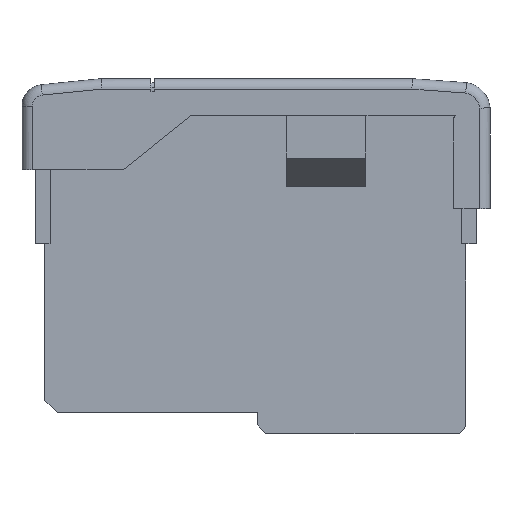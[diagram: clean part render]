
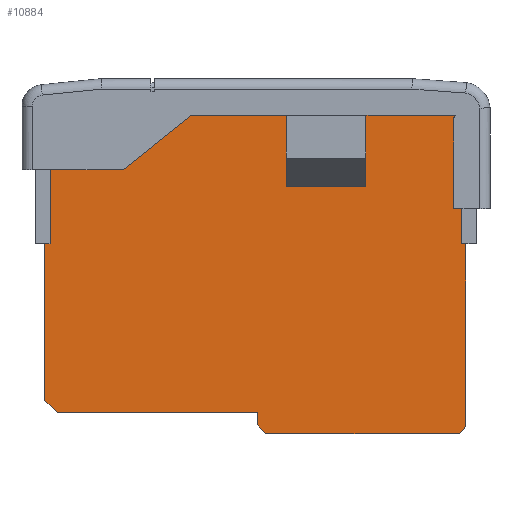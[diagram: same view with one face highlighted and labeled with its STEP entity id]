
A CAD part, left-side view. The second image highlights one B-rep face of the part: STEP entity #10884.
In plain terms, the highlighted planar face has unit normal (-1, 0, 0).
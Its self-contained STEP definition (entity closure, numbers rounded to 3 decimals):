
#12 = VERTEX_POINT ( 'NONE', #14281 ) ;
#4276 = VECTOR ( 'NONE', #4328, 1000. ) ;
#4277 = CARTESIAN_POINT ( 'NONE',  ( 24.783, 45.096, -56.775 ) ) ;
#4278 = LINE ( 'NONE', #4277, #4276 ) ;
#4279 = CARTESIAN_POINT ( 'NONE',  ( 24.783, 45.096, -56.775 ) ) ;
#4280 = DIRECTION ( 'NONE',  ( 0., 0., 1. ) ) ;
#4281 = VECTOR ( 'NONE', #4280, 1000. ) ;
#4282 = CARTESIAN_POINT ( 'NONE',  ( 24.783, 45.096, 1.169 ) ) ;
#4283 = LINE ( 'NONE', #4282, #4281 ) ;
#4327 = CARTESIAN_POINT ( 'NONE',  ( 24.783, 42.616, -59.121 ) ) ;
#4328 = DIRECTION ( 'NONE',  ( 0., 0.726, 0.687 ) ) ;
#4423 = DIRECTION ( 'NONE',  ( 0., -0.996, 0.085 ) ) ;
#4424 = VECTOR ( 'NONE', #4423, 1000. ) ;
#4425 = CARTESIAN_POINT ( 'NONE',  ( 24.783, 45.096, 1.169 ) ) ;
#4426 = LINE ( 'NONE', #4425, #4424 ) ;
#4428 = CARTESIAN_POINT ( 'NONE',  ( 24.783, 30.288, 2.433 ) ) ;
#4429 = DIRECTION ( 'NONE',  ( 0., -1., 0. ) ) ;
#4430 = VECTOR ( 'NONE', #4429, 1000. ) ;
#4431 = CARTESIAN_POINT ( 'NONE',  ( 24.783, -35.904, 2.433 ) ) ;
#4432 = LINE ( 'NONE', #4431, #4430 ) ;
#4433 = DIRECTION ( 'NONE',  ( 0., 0., -1. ) ) ;
#4434 = VECTOR ( 'NONE', #4433, 1000. ) ;
#4435 = CARTESIAN_POINT ( 'NONE',  ( 24.783, -35.904, -61.796 ) ) ;
#4436 = LINE ( 'NONE', #4435, #4434 ) ;
#4447 = LINE ( 'NONE', #4498, #4497 ) ;
#4448 = CARTESIAN_POINT ( 'NONE',  ( 24.783, 4.096, -61.443 ) ) ;
#4449 = DIRECTION ( 'NONE',  ( 0., 0., 1. ) ) ;
#4450 = VECTOR ( 'NONE', #4449, 1000. ) ;
#4451 = CARTESIAN_POINT ( 'NONE',  ( 24.783, 4.096, -59.121 ) ) ;
#4452 = LINE ( 'NONE', #4451, #4450 ) ;
#4453 = CARTESIAN_POINT ( 'NONE',  ( 24.783, 4.096, -59.121 ) ) ;
#4454 = DIRECTION ( 'NONE',  ( 0., 1., 0. ) ) ;
#4455 = VECTOR ( 'NONE', #4454, 1000. ) ;
#4456 = CARTESIAN_POINT ( 'NONE',  ( 24.783, 42.616, -59.121 ) ) ;
#4457 = LINE ( 'NONE', #4456, #4455 ) ;
#4484 = FACE_OUTER_BOUND ( 'NONE', #10885, .T. ) ;
#4485 = CARTESIAN_POINT ( 'NONE',  ( 24.783, -35.904, -61.796 ) ) ;
#4486 = DIRECTION ( 'NONE',  ( 0., 0.694, -0.72 ) ) ;
#4487 = VECTOR ( 'NONE', #4486, 1000. ) ;
#4488 = CARTESIAN_POINT ( 'NONE',  ( 24.783, -34.584, -63.165 ) ) ;
#4489 = LINE ( 'NONE', #4488, #4487 ) ;
#4490 = CARTESIAN_POINT ( 'NONE',  ( 24.783, -34.584, -63.165 ) ) ;
#4491 = DIRECTION ( 'NONE',  ( 0., 1., 0. ) ) ;
#4492 = VECTOR ( 'NONE', #4491, 1000. ) ;
#4493 = CARTESIAN_POINT ( 'NONE',  ( 24.783, 2.566, -63.165 ) ) ;
#4494 = LINE ( 'NONE', #4493, #4492 ) ;
#4495 = CARTESIAN_POINT ( 'NONE',  ( 24.783, 2.566, -63.165 ) ) ;
#4496 = DIRECTION ( 'NONE',  ( 0., 0.664, 0.748 ) ) ;
#4497 = VECTOR ( 'NONE', #4496, 1000. ) ;
#4498 = CARTESIAN_POINT ( 'NONE',  ( 24.783, 4.096, -61.443 ) ) ;
#4519 = DIRECTION ( 'NONE',  ( 0., 0., 1. ) ) ;
#4520 = DIRECTION ( 'NONE',  ( -1., 0., 0. ) ) ;
#4521 = CARTESIAN_POINT ( 'NONE',  ( 24.783, 0.214, -99.249 ) ) ;
#4522 = AXIS2_PLACEMENT_3D ( 'NONE', #4521, #4520, #4519 ) ;
#4523 = PLANE ( 'NONE',  #4522 ) ;
#6809 = CARTESIAN_POINT ( 'NONE',  ( 24.783, -35.904, -26.636 ) ) ;
#6853 = CARTESIAN_POINT ( 'NONE',  ( 24.783, 44.089, 1.255 ) ) ;
#6985 = CARTESIAN_POINT ( 'NONE',  ( 24.783, -35.086, 2.433 ) ) ;
#8102 = EDGE_CURVE ( 'NONE', #8104, #12448, #17257, .T. ) ;
#8104 = VERTEX_POINT ( 'NONE', #17253 ) ;
#8249 = EDGE_CURVE ( 'NONE', #12, #8104, #17516, .T. ) ;
#8340 = EDGE_CURVE ( 'NONE', #8341, #12537, #17615, .T. ) ;
#8341 = VERTEX_POINT ( 'NONE', #17661 ) ;
#8484 = EDGE_CURVE ( 'NONE', #8341, #12435, #17785, .T. ) ;
#10743 = EDGE_CURVE ( 'NONE', #10745, #12, #4283, .T. ) ;
#10745 = VERTEX_POINT ( 'NONE', #4279 ) ;
#10746 = ORIENTED_EDGE ( 'NONE', *, *, #10748, .F. ) ;
#10748 = EDGE_CURVE ( 'NONE', #10751, #10745, #4278, .T. ) ;
#10751 = VERTEX_POINT ( 'NONE', #4327 ) ;
#10825 = ORIENTED_EDGE ( 'NONE', *, *, #10828, .F. ) ;
#10828 = EDGE_CURVE ( 'NONE', #12435, #10876, #4436, .T. ) ;
#10830 = ORIENTED_EDGE ( 'NONE', *, *, #8484, .F. ) ;
#10832 = ORIENTED_EDGE ( 'NONE', *, *, #8340, .T. ) ;
#10835 = ORIENTED_EDGE ( 'NONE', *, *, #10836, .F. ) ;
#10836 = EDGE_CURVE ( 'NONE', #10839, #12537, #4432, .T. ) ;
#10839 = VERTEX_POINT ( 'NONE', #4428 ) ;
#10841 = ORIENTED_EDGE ( 'NONE', *, *, #10842, .F. ) ;
#10842 = EDGE_CURVE ( 'NONE', #12448, #10839, #4426, .T. ) ;
#10850 = ORIENTED_EDGE ( 'NONE', *, *, #10851, .F. ) ;
#10851 = EDGE_CURVE ( 'NONE', #10852, #10751, #4457, .T. ) ;
#10852 = VERTEX_POINT ( 'NONE', #4453 ) ;
#10854 = ORIENTED_EDGE ( 'NONE', *, *, #10855, .F. ) ;
#10855 = EDGE_CURVE ( 'NONE', #10857, #10852, #4452, .T. ) ;
#10857 = VERTEX_POINT ( 'NONE', #4448 ) ;
#10858 = ORIENTED_EDGE ( 'NONE', *, *, #10860, .F. ) ;
#10860 = EDGE_CURVE ( 'NONE', #10862, #10857, #4447, .T. ) ;
#10862 = VERTEX_POINT ( 'NONE', #4495 ) ;
#10864 = ORIENTED_EDGE ( 'NONE', *, *, #10866, .F. ) ;
#10866 = EDGE_CURVE ( 'NONE', #10869, #10862, #4494, .T. ) ;
#10869 = VERTEX_POINT ( 'NONE', #4490 ) ;
#10872 = ORIENTED_EDGE ( 'NONE', *, *, #10874, .F. ) ;
#10874 = EDGE_CURVE ( 'NONE', #10876, #10869, #4489, .T. ) ;
#10876 = VERTEX_POINT ( 'NONE', #4485 ) ;
#10884 = ADVANCED_FACE ( 'NONE', ( #4484 ), #4523, .T. ) ;
#10885 = EDGE_LOOP ( 'NONE', ( #10886, #10888, #10890, #10746, #10850, #10854, #10858, #10864, #10872, #10825, #10830, #10832, #10835, #10841 ) ) ;
#10886 = ORIENTED_EDGE ( 'NONE', *, *, #8102, .F. ) ;
#10888 = ORIENTED_EDGE ( 'NONE', *, *, #8249, .F. ) ;
#10890 = ORIENTED_EDGE ( 'NONE', *, *, #10743, .F. ) ;
#12435 = VERTEX_POINT ( 'NONE', #6809 ) ;
#12448 = VERTEX_POINT ( 'NONE', #6853 ) ;
#12537 = VERTEX_POINT ( 'NONE', #6985 ) ;
#14281 = CARTESIAN_POINT ( 'NONE',  ( 24.783, 45.096, -26.636 ) ) ;
#17253 = CARTESIAN_POINT ( 'NONE',  ( 24.783, 44.089, -26.636 ) ) ;
#17254 = DIRECTION ( 'NONE',  ( 0., 0., 1. ) ) ;
#17255 = VECTOR ( 'NONE', #17254, 1000. ) ;
#17256 = CARTESIAN_POINT ( 'NONE',  ( 24.783, 44.089, -26.636 ) ) ;
#17257 = LINE ( 'NONE', #17256, #17255 ) ;
#17513 = DIRECTION ( 'NONE',  ( 0., -1., 0. ) ) ;
#17514 = VECTOR ( 'NONE', #17513, 1000. ) ;
#17515 = CARTESIAN_POINT ( 'NONE',  ( 24.783, 44.089, -26.636 ) ) ;
#17516 = LINE ( 'NONE', #17515, #17514 ) ;
#17615 = LINE ( 'NONE', #17664, #17663 ) ;
#17661 = CARTESIAN_POINT ( 'NONE',  ( 24.783, -35.086, -26.636 ) ) ;
#17662 = DIRECTION ( 'NONE',  ( 0., 0., 1. ) ) ;
#17663 = VECTOR ( 'NONE', #17662, 1000. ) ;
#17664 = CARTESIAN_POINT ( 'NONE',  ( 24.783, -35.086, -26.636 ) ) ;
#17782 = DIRECTION ( 'NONE',  ( 0., -1., 0. ) ) ;
#17783 = VECTOR ( 'NONE', #17782, 1000. ) ;
#17784 = CARTESIAN_POINT ( 'NONE',  ( 24.783, -35.086, -26.636 ) ) ;
#17785 = LINE ( 'NONE', #17784, #17783 ) ;
